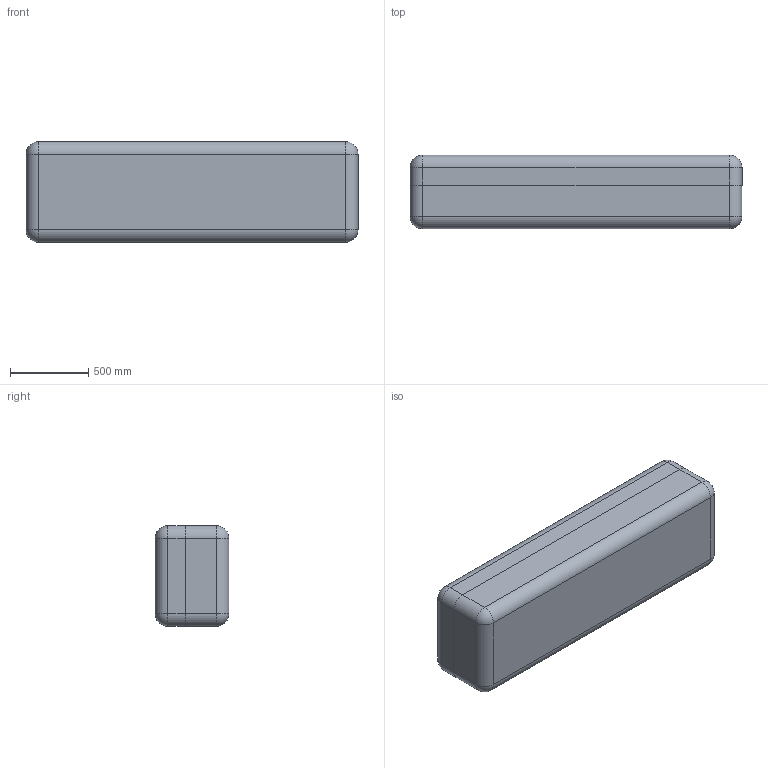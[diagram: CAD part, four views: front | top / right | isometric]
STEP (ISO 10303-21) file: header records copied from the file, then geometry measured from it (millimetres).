
FILE_DESCRIPTION (( 'STEP AP214' ), '1' );
FILE_NAME ('Êîíòåéíåð ÀÄÌÈÐÀË®ÏÐÎÔÅÑÑÈÎÍÀËÜÍÛÅ 258_óïðîùåííàÿ 3D-ìîäåëü.STEP', '2025-09-15T09:50:06', ( '' ), ( '' ), 'SwSTEP 2.0', 'SolidWorks 2021', '' );
FILE_SCHEMA (( 'AUTOMOTIVE_DESIGN' ));
Length unit declared in the file: millimetre
Products named in the file (3): Êîíòåéíåð ÀÄÌÈÐÀË®ÏÐÎÔÅÑÑÈÎÍÀËÜÍÛÅ 258_óïðîùåííàÿ 3D-ìîäåëü; Lid 258; Base 258
Assembly tree (2 placements, depth 2):
  Êîíòåéíåð ÀÄÌÈÐÀË®ÏÐÎÔÅÑÑÈÎÍÀËÜÍÛÅ 258_óïðîùåííàÿ 3D-ìîäåëü
    Base 258
    Lid 258
Bounding box: 2123.11 x 470.05 x 643.4 mm (x, y, z)
Volume: 248159680.3 mm3; surface area: 11414934.6 mm2
Topology: 2 solids, 2 shells, 3496 faces, 8761 edges, 5066 vertices
Faces by surface type: cylinder 1389, bspline 920, plane 665, torus 418, sphere 72, cone 32
Entity records: 146372 total; most frequent: CARTESIAN_POINT 70709, ORIENTED_EDGE 17074, DIRECTION 14711, EDGE_CURVE 8537, AXIS2_PLACEMENT_3D 5809, VERTEX_POINT 5066, EDGE_LOOP 3517, FACE_OUTER_BOUND 3496
